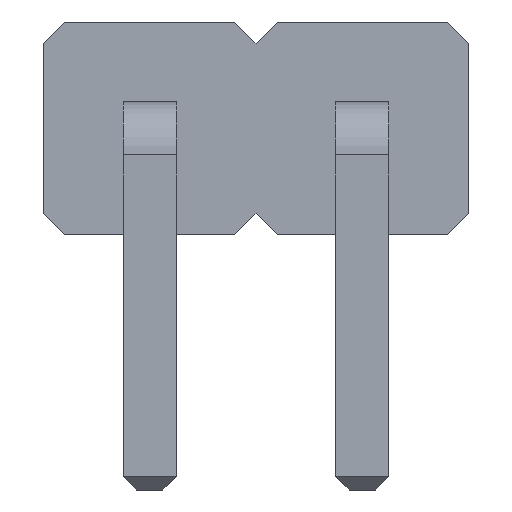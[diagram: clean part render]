
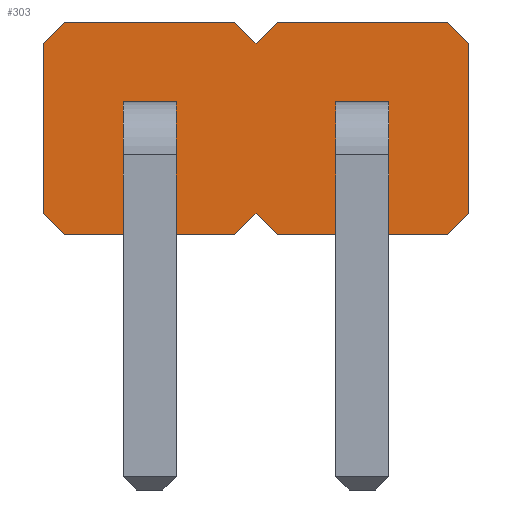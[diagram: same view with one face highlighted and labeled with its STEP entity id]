
A CAD part, left-side view. The second image highlights one B-rep face of the part: STEP entity #303.
In plain terms, the highlighted planar face has unit normal (-1, 0, 0).
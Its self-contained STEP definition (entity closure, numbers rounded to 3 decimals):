
#13=DIRECTION('',(0.,0.,1.));
#22=VERTEX_POINT('',#23);
#23=CARTESIAN_POINT('',(1.5,1.,0.2));
#34=VECTOR('',#35,1.);
#35=DIRECTION('',(0.,-0.707,-0.707));
#38=VERTEX_POINT('',#39);
#39=CARTESIAN_POINT('',(1.5,0.8,0.));
#42=EDGE_CURVE('',#22,#38,#43,.T.);
#43=LINE('',#23,#34);
#46=DIRECTION('',(0.,0.707,-0.707));
#56=VECTOR('',#57,1.);
#57=DIRECTION('',(0.,-1.,0.));
#60=VERTEX_POINT('',#61);
#61=CARTESIAN_POINT('',(1.5,-0.8,0.));
#64=EDGE_CURVE('',#38,#60,#65,.T.);
#65=LINE('',#39,#56);
#78=VECTOR('',#79,1.);
#79=DIRECTION('',(0.,-0.707,0.707));
#82=VERTEX_POINT('',#83);
#83=CARTESIAN_POINT('',(1.5,-1.,0.2));
#86=EDGE_CURVE('',#60,#82,#87,.T.);
#87=LINE('',#61,#78);
#102=VERTEX_POINT('',#103);
#103=CARTESIAN_POINT('',(1.5,-1.2,0.));
#106=EDGE_CURVE('',#82,#102,#107,.T.);
#107=LINE('',#83,#34);
#121=VERTEX_POINT('',#122);
#122=CARTESIAN_POINT('',(1.5,-2.8,0.));
#125=EDGE_CURVE('',#102,#121,#126,.T.);
#126=LINE('',#103,#56);
#140=VERTEX_POINT('',#141);
#141=CARTESIAN_POINT('',(1.5,-3.,0.2));
#144=EDGE_CURVE('',#121,#140,#145,.T.);
#145=LINE('',#122,#78);
#157=VECTOR('',#13,1.);
#160=VERTEX_POINT('',#161);
#161=CARTESIAN_POINT('',(1.5,-3.,1.8));
#164=EDGE_CURVE('',#140,#160,#165,.T.);
#165=LINE('',#141,#157);
#177=VECTOR('',#178,1.);
#178=DIRECTION('',(0.,0.707,0.707));
#181=VERTEX_POINT('',#182);
#182=CARTESIAN_POINT('',(1.5,-2.8,2.));
#185=EDGE_CURVE('',#160,#181,#186,.T.);
#186=LINE('',#161,#177);
#198=VECTOR('',#199,1.);
#199=DIRECTION('',(0.,1.,0.));
#202=VERTEX_POINT('',#203);
#203=CARTESIAN_POINT('',(1.5,-1.2,2.));
#206=EDGE_CURVE('',#181,#202,#207,.T.);
#207=LINE('',#182,#198);
#219=VECTOR('',#46,1.);
#222=VERTEX_POINT('',#223);
#223=CARTESIAN_POINT('',(1.5,-1.,1.8));
#226=EDGE_CURVE('',#202,#222,#227,.T.);
#227=LINE('',#203,#219);
#241=VERTEX_POINT('',#242);
#242=CARTESIAN_POINT('',(1.5,-0.8,2.));
#245=EDGE_CURVE('',#222,#241,#246,.T.);
#246=LINE('',#223,#177);
#260=VERTEX_POINT('',#261);
#261=CARTESIAN_POINT('',(1.5,0.8,2.));
#264=EDGE_CURVE('',#241,#260,#265,.T.);
#265=LINE('',#242,#198);
#279=VERTEX_POINT('',#280);
#280=CARTESIAN_POINT('',(1.5,1.,1.8));
#283=EDGE_CURVE('',#260,#279,#284,.T.);
#284=LINE('',#261,#219);
#294=VECTOR('',#295,1.);
#295=DIRECTION('',(0.,0.,-1.));
#298=EDGE_CURVE('',#279,#22,#299,.T.);
#299=LINE('',#280,#294);
#303=ADVANCED_FACE('',(#304),#320,.T.);
#304=FACE_BOUND('',#305,.T.);
#305=EDGE_LOOP('',(#306,#307,#308,#309,#310,#311,#312,#313,#314,#315,#316,#317,#318,#319));
#306=ORIENTED_EDGE('',*,*,#42,.T.);
#307=ORIENTED_EDGE('',*,*,#64,.T.);
#308=ORIENTED_EDGE('',*,*,#86,.T.);
#309=ORIENTED_EDGE('',*,*,#106,.T.);
#310=ORIENTED_EDGE('',*,*,#125,.T.);
#311=ORIENTED_EDGE('',*,*,#144,.T.);
#312=ORIENTED_EDGE('',*,*,#164,.T.);
#313=ORIENTED_EDGE('',*,*,#185,.T.);
#314=ORIENTED_EDGE('',*,*,#206,.T.);
#315=ORIENTED_EDGE('',*,*,#226,.T.);
#316=ORIENTED_EDGE('',*,*,#245,.T.);
#317=ORIENTED_EDGE('',*,*,#264,.T.);
#318=ORIENTED_EDGE('',*,*,#283,.T.);
#319=ORIENTED_EDGE('',*,*,#298,.T.);
#320=PLANE('',#321);
#321=AXIS2_PLACEMENT_3D('',#322,#323,#324);
#322=CARTESIAN_POINT('',(1.5,-1.,1.));
#323=DIRECTION('',(-1.,0.,0.));
#324=DIRECTION('',(0.,0.,-1.));
